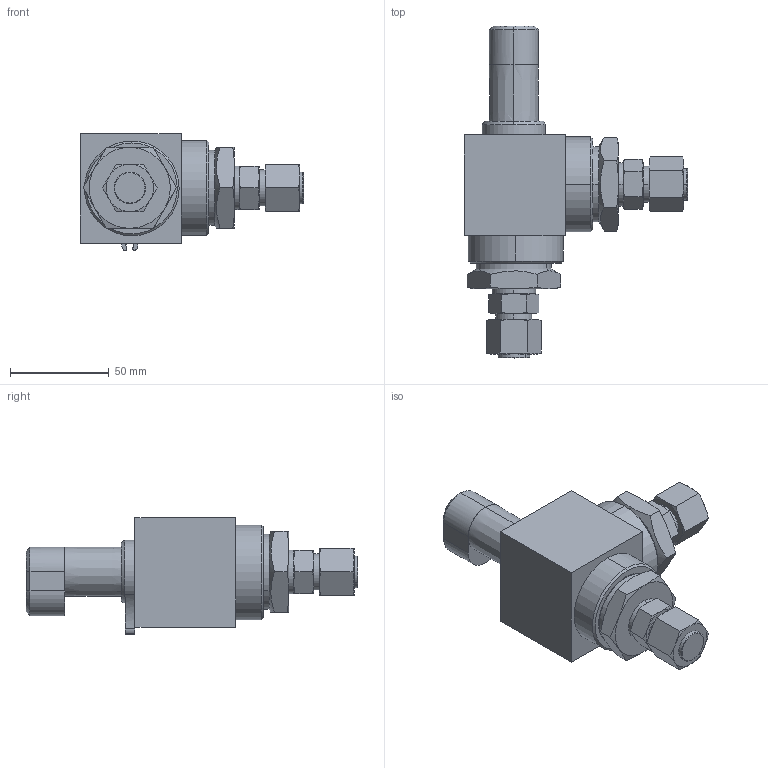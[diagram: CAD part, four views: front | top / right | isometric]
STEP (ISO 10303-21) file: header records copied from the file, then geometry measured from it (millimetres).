
FILE_DESCRIPTION (( 'STEP AP203' ), '1' );
FILE_NAME ('rmg917-step.STEP', '2014-11-20T14:16:19', ( 'Honeywell' ), ( 'Honeywell' ), 'SwSTEP 2.0', 'SolidWorks 2013', '' );
FILE_SCHEMA (( 'CONFIG_CONTROL_DESIGN' ));
Length unit declared in the file: millimetre
Products named in the file (1): rmg917-step
Bounding box: 113 x 168.2 x 59.18 mm (x, y, z)
Volume: 290675.1 mm3; surface area: 41506.2 mm2
Topology: 1 solids, 1 shells, 293 faces, 794 edges, 496 vertices
Faces by surface type: plane 109, cylinder 91, cone 87, torus 4, bspline 2
Entity records: 10253 total; most frequent: CARTESIAN_POINT 2918, ORIENTED_EDGE 1588, DIRECTION 1486, EDGE_CURVE 794, AXIS2_PLACEMENT_3D 612, VERTEX_POINT 496, CIRCLE 320, EDGE_LOOP 318
